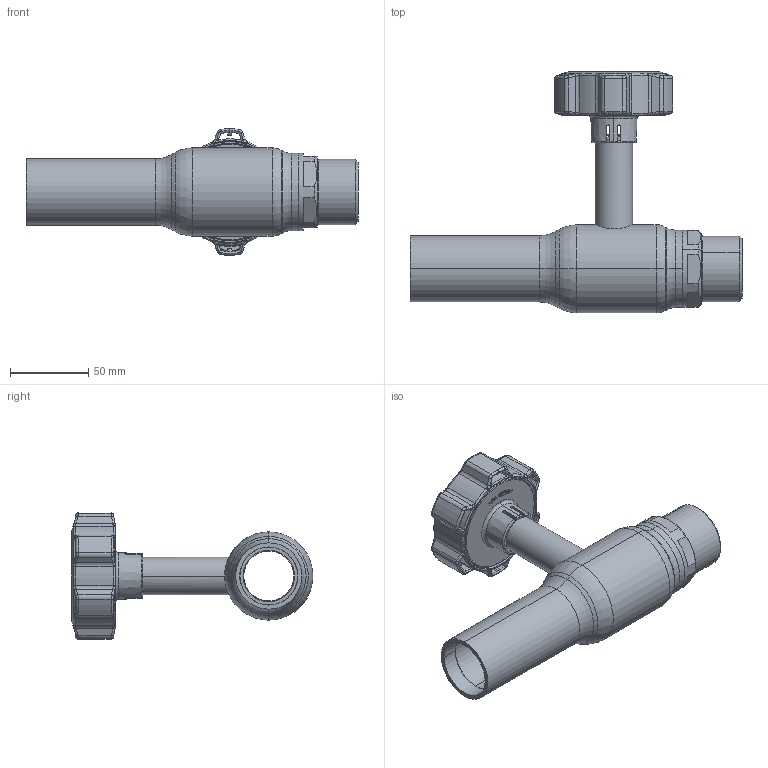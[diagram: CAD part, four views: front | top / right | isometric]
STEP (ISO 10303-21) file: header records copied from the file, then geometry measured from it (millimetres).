
FILE_DESCRIPTION (( 'STEP AP214' ), '1' );
FILE_NAME ('1032003701-2201.step', '2023-09-15T09:45:17', ( '' ), ( '' ), 'SwSTEP 2.0', 'SolidWorks 2021', '' );
FILE_SCHEMA (( 'AUTOMOTIVE_DESIGN' ));
Length unit declared in the file: millimetre
Products named in the file (1): 1032003701-2201
Bounding box: 212.5 x 154.8 x 81 mm (x, y, z)
Surface area: 77295 mm2 (no closed solid volume)
Topology: 0 solids, 18 shells, 554 faces, 1624 edges, 1064 vertices
Faces by surface type: bspline 181, cylinder 130, plane 115, cone 75, torus 53
Entity records: 34376 total; most frequent: CARTESIAN_POINT 15457, ORIENTED_EDGE 2849, DIRECTION 2163, EDGE_CURVE 1624, VERTEX_POINT 1064, AXIS2_PLACEMENT_3D 840, B_SPLINE_CURVE_WITH_KNOTS 627, EDGE_LOOP 583
